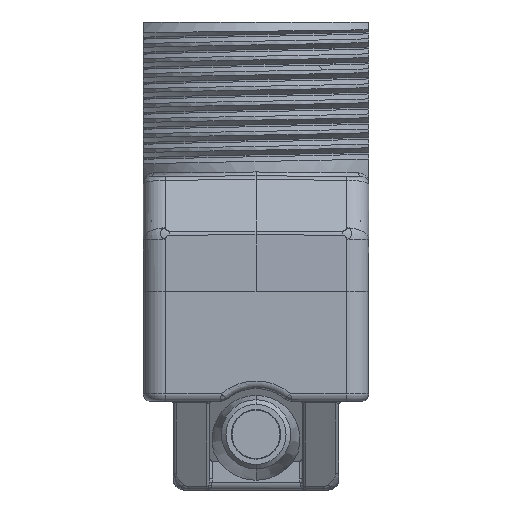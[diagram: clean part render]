
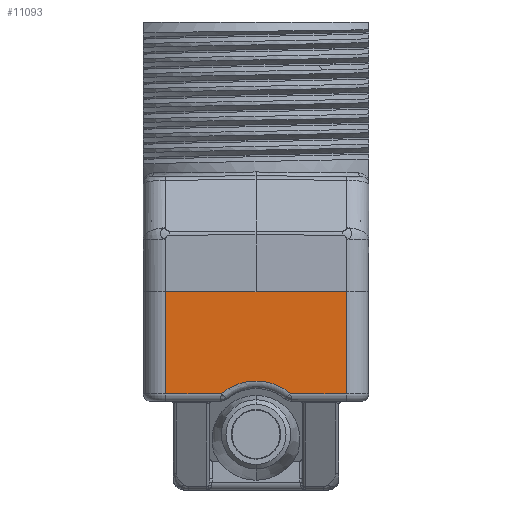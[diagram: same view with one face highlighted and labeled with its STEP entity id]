
A CAD part, front view. The second image highlights one B-rep face of the part: STEP entity #11093.
In plain terms, the highlighted planar face has unit normal (0, -1, 0).
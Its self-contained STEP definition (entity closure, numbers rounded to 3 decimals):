
#2024=CARTESIAN_POINT('',(-2.305,-17.25,
-6.8));
#2051=CARTESIAN_POINT('',(0.,-17.25,-9.5));
#2052=DIRECTION('',(0.,1.,0.));
#2053=DIRECTION('',(-0.649,0.,0.761));
#2054=AXIS2_PLACEMENT_3D('',#2051,#2052,#2053);
#2056=CARTESIAN_POINT('',(2.305,-17.25,
-6.8));
#2086=DIRECTION('',(-1.,0.,0.));
#2087=VECTOR('',#2086,3.695);
#2088=CARTESIAN_POINT('',(6.,-17.25,-6.8));
#2089=LINE('',#2088,#2087);
#2099=DIRECTION('',(1.,0.,0.));
#2100=VECTOR('',#2099,6.);
#2101=CARTESIAN_POINT('',(-6.,-17.25,0.));
#2102=LINE('',#2101,#2100);
#2103=DIRECTION('',(1.,0.,0.));
#2104=VECTOR('',#2103,6.);
#2105=CARTESIAN_POINT('',(0.,-17.25,0.));
#2106=LINE('',#2105,#2104);
#2365=DIRECTION('',(0.,0.,1.));
#2366=VECTOR('',#2365,6.8);
#2367=CARTESIAN_POINT('',(6.,-17.25,-6.8));
#2368=LINE('',#2367,#2366);
#4104=DIRECTION('',(-1.,0.,0.));
#4105=VECTOR('',#4104,3.695);
#4106=CARTESIAN_POINT('',(-2.305,-17.25,
-6.8));
#4107=LINE('',#4106,#4105);
#4141=DIRECTION('',(0.,0.,-1.));
#4142=VECTOR('',#4141,6.8);
#4143=CARTESIAN_POINT('',(-6.,-17.25,0.));
#4144=LINE('',#4143,#4142);
#8593=CARTESIAN_POINT('',(6.,-17.25,-6.8));
#8594=VERTEX_POINT('',#8593);
#8611=CARTESIAN_POINT('',(-6.,-17.25,-6.8));
#8612=VERTEX_POINT('',#8611);
#8617=CARTESIAN_POINT('',(-6.,-17.25,0.));
#8618=VERTEX_POINT('',#8617);
#8619=CARTESIAN_POINT('',(6.,-17.25,0.));
#8620=VERTEX_POINT('',#8619);
#8621=VERTEX_POINT('',#2056);
#8625=VERTEX_POINT('',#2024);
#8667=CARTESIAN_POINT('',(0.,-17.25,0.));
#8669=VERTEX_POINT('',#8667);
#11075=CARTESIAN_POINT('',(0.,-17.25,0.));
#11076=DIRECTION('',(0.,1.,0.));
#11077=DIRECTION('',(1.,0.,0.));
#11078=AXIS2_PLACEMENT_3D('',#11075,#11076,#11077);
#11079=PLANE('',#11078);
#11080=ORIENTED_EDGE('',*,*,#9122,.T.);
#11082=ORIENTED_EDGE('',*,*,#11081,.T.);
#11084=ORIENTED_EDGE('',*,*,#11083,.F.);
#11085=ORIENTED_EDGE('',*,*,#11066,.T.);
#11086=ORIENTED_EDGE('',*,*,#11006,.F.);
#11088=ORIENTED_EDGE('',*,*,#11087,.T.);
#11090=ORIENTED_EDGE('',*,*,#11089,.F.);
#11091=EDGE_LOOP('',(#11080,#11082,#11084,#11085,#11086,#11088,#11090));
#11092=FACE_OUTER_BOUND('',#11091,.F.);
#11093=ADVANCED_FACE('',(#11092),#11079,.F.);
#2055=CIRCLE('',#2054,3.55);
#9122=EDGE_CURVE('',#8618,#8669,#2102,.T.);
#11006=EDGE_CURVE('',#8625,#8621,#2055,.T.);
#11066=EDGE_CURVE('',#8594,#8621,#2089,.T.);
#11081=EDGE_CURVE('',#8669,#8620,#2106,.T.);
#11083=EDGE_CURVE('',#8594,#8620,#2368,.T.);
#11087=EDGE_CURVE('',#8625,#8612,#4107,.T.);
#11089=EDGE_CURVE('',#8618,#8612,#4144,.T.);
